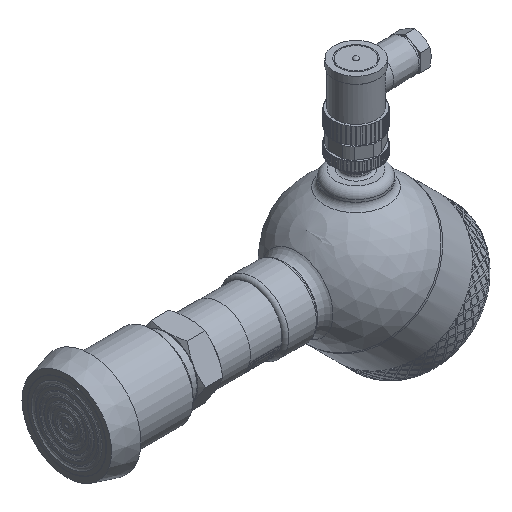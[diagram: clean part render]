
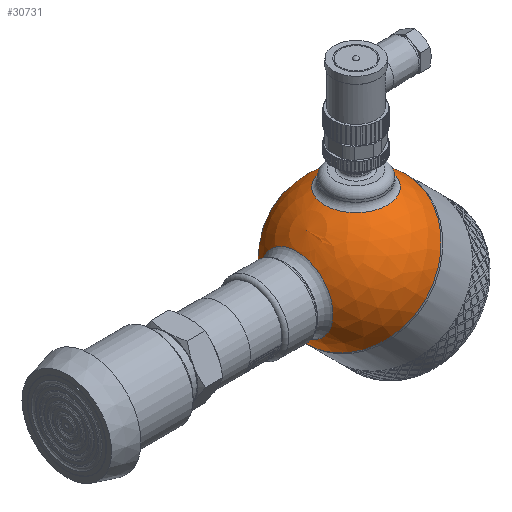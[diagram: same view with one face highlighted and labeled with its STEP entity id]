
A CAD part, isometric view. The second image highlights one B-rep face of the part: STEP entity #30731.
In plain terms, the highlighted spherical face has radius 30 mm.
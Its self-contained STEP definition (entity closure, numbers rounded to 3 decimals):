
#49=SPHERICAL_SURFACE('',#32136,30.);
#339=FACE_BOUND('',#5405,.T.);
#340=FACE_BOUND('',#5406,.T.);
#3292=FACE_OUTER_BOUND('',#5404,.T.);
#5404=EDGE_LOOP('',(#26937,#26938,#26939,#26940));
#5405=EDGE_LOOP('',(#26941));
#5406=EDGE_LOOP('',(#26942));
#6146=CIRCLE('',#32133,15.643);
#6149=CIRCLE('',#32137,30.);
#6150=CIRCLE('',#32138,30.);
#6151=CIRCLE('',#32139,30.);
#6152=CIRCLE('',#32140,13.5);
#13988=VERTEX_POINT('',#76486);
#13990=VERTEX_POINT('',#76492);
#13991=VERTEX_POINT('',#76493);
#13992=VERTEX_POINT('',#76495);
#13993=VERTEX_POINT('',#76498);
#18398=EDGE_CURVE('',#13988,#13988,#6146,.T.);
#18401=EDGE_CURVE('',#13990,#13991,#6149,.T.);
#18402=EDGE_CURVE('',#13990,#13992,#6150,.T.);
#18403=EDGE_CURVE('',#13991,#13990,#6151,.T.);
#18404=EDGE_CURVE('',#13993,#13993,#6152,.T.);
#26937=ORIENTED_EDGE('',*,*,#18401,.F.);
#26938=ORIENTED_EDGE('',*,*,#18402,.T.);
#26939=ORIENTED_EDGE('',*,*,#18402,.F.);
#26940=ORIENTED_EDGE('',*,*,#18403,.F.);
#26941=ORIENTED_EDGE('',*,*,#18398,.F.);
#26942=ORIENTED_EDGE('',*,*,#18404,.F.);
#30731=ADVANCED_FACE('',(#3292,#339,#340),#49,.T.);
#32133=AXIS2_PLACEMENT_3D('',#76487,#35677,#35678);
#32136=AXIS2_PLACEMENT_3D('',#76491,#35683,#35684);
#32137=AXIS2_PLACEMENT_3D('',#76494,#35685,#35686);
#32138=AXIS2_PLACEMENT_3D('',#76496,#35687,#35688);
#32139=AXIS2_PLACEMENT_3D('',#76497,#35689,#35690);
#32140=AXIS2_PLACEMENT_3D('',#76499,#35691,#35692);
#35677=DIRECTION('center_axis',(-0.707,0.,0.707));
#35678=DIRECTION('ref_axis',(0.707,0.,0.707));
#35683=DIRECTION('center_axis',(1.,0.,0.));
#35684=DIRECTION('ref_axis',(0.,-1.,0.));
#35685=DIRECTION('center_axis',(1.,0.,0.));
#35686=DIRECTION('ref_axis',(0.,1.,0.));
#35687=DIRECTION('center_axis',(0.,0.,1.));
#35688=DIRECTION('ref_axis',(0.,1.,0.));
#35689=DIRECTION('center_axis',(1.,0.,0.));
#35690=DIRECTION('ref_axis',(0.,1.,0.));
#35691=DIRECTION('center_axis',(-0.707,0.,-0.707));
#35692=DIRECTION('ref_axis',(-0.707,0.,0.707));
#76486=CARTESIAN_POINT('',(-29.162,0.,7.04));
#76487=CARTESIAN_POINT('Origin',(-18.101,0.,18.101));
#76491=CARTESIAN_POINT('Origin',(0.,0.,0.));
#76492=CARTESIAN_POINT('',(0.,30.,0.));
#76493=CARTESIAN_POINT('',(0.,-30.,0.));
#76494=CARTESIAN_POINT('Origin',(0.,0.,0.));
#76495=CARTESIAN_POINT('',(-30.,0.,0.));
#76496=CARTESIAN_POINT('Origin',(0.,0.,0.));
#76497=CARTESIAN_POINT('Origin',(0.,0.,0.));
#76498=CARTESIAN_POINT('',(-9.398,0.,-28.49));
#76499=CARTESIAN_POINT('Origin',(-18.944,0.,-18.944));
